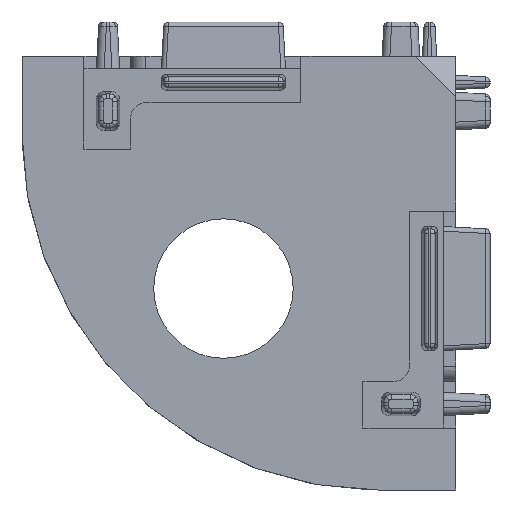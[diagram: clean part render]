
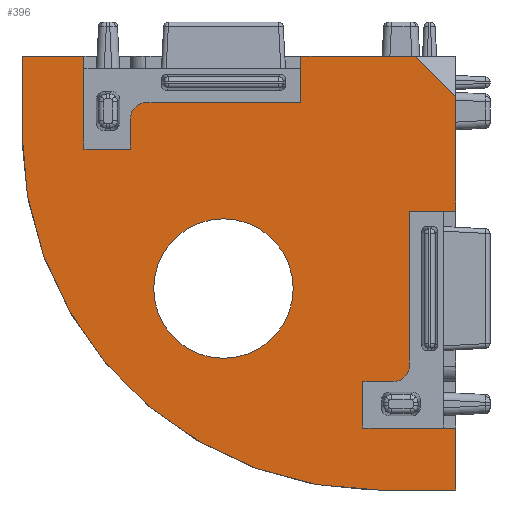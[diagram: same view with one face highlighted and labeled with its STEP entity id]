
A CAD part, left-side view. The second image highlights one B-rep face of the part: STEP entity #396.
In plain terms, the highlighted planar face has unit normal (-1, 0, 0).
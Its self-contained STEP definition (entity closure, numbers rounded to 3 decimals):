
#396=ADVANCED_FACE('NONE',(#1057,#1058),#1059,.T.);
#1057=FACE_OUTER_BOUND('',#2407,.T.);
#1058=FACE_BOUND('',#2408,.T.);
#1059=PLANE('',#2409);
#2407=EDGE_LOOP('',(#3967,#3968,#3969,#3970,#3971,#3972,#3973,#3974,#3975,#3976,#3977,#3978,#3979,#3980,#3981,#3982,#3983,#3984,#3985,#3986));
#2408=EDGE_LOOP('',(#3987,#3988));
#2409=AXIS2_PLACEMENT_3D('',#3989,#3990,#3991);
#3967=ORIENTED_EDGE('',*,*,#6419,.F.);
#3968=ORIENTED_EDGE('',*,*,#6420,.F.);
#3969=ORIENTED_EDGE('',*,*,#6421,.F.);
#3970=ORIENTED_EDGE('',*,*,#6422,.F.);
#3971=ORIENTED_EDGE('',*,*,#6423,.F.);
#3972=ORIENTED_EDGE('',*,*,#6424,.T.);
#3973=ORIENTED_EDGE('',*,*,#6425,.T.);
#3974=ORIENTED_EDGE('',*,*,#6426,.T.);
#3975=ORIENTED_EDGE('',*,*,#6427,.F.);
#3976=ORIENTED_EDGE('',*,*,#6428,.F.);
#3977=ORIENTED_EDGE('',*,*,#6429,.F.);
#3978=ORIENTED_EDGE('',*,*,#6430,.F.);
#3979=ORIENTED_EDGE('',*,*,#6431,.F.);
#3980=ORIENTED_EDGE('',*,*,#6432,.F.);
#3981=ORIENTED_EDGE('',*,*,#6433,.T.);
#3982=ORIENTED_EDGE('',*,*,#6434,.F.);
#3983=ORIENTED_EDGE('',*,*,#6435,.F.);
#3984=ORIENTED_EDGE('',*,*,#6436,.T.);
#3985=ORIENTED_EDGE('',*,*,#6437,.T.);
#3986=ORIENTED_EDGE('',*,*,#6438,.T.);
#3987=ORIENTED_EDGE('',*,*,#6439,.F.);
#3988=ORIENTED_EDGE('',*,*,#6265,.F.);
#3989=CARTESIAN_POINT('',(0.0,0.0,-5.0));
#3990=DIRECTION('',(-1.0,0.0,0.0));
#3991=DIRECTION('',(0.0,0.0,1.0));
#6265=EDGE_CURVE('NONE',#7398,#7400,#7401,.T.);
#6419=EDGE_CURVE('NONE',#7694,#7695,#7696,.T.);
#6420=EDGE_CURVE('NONE',#7697,#7694,#7698,.T.);
#6421=EDGE_CURVE('NONE',#7699,#7697,#7700,.T.);
#6422=EDGE_CURVE('NONE',#7701,#7699,#7702,.T.);
#6423=EDGE_CURVE('NONE',#7703,#7701,#7704,.T.);
#6424=EDGE_CURVE('NONE',#7703,#7705,#7706,.T.);
#6425=EDGE_CURVE('NONE',#7705,#7707,#7708,.T.);
#6426=EDGE_CURVE('NONE',#7707,#7709,#7710,.T.);
#6427=EDGE_CURVE('NONE',#7711,#7709,#7712,.T.);
#6428=EDGE_CURVE('NONE',#7713,#7711,#7714,.T.);
#6429=EDGE_CURVE('NONE',#7715,#7713,#7716,.T.);
#6430=EDGE_CURVE('NONE',#7717,#7715,#7718,.T.);
#6431=EDGE_CURVE('NONE',#7719,#7717,#7720,.T.);
#6432=EDGE_CURVE('NONE',#7721,#7719,#7722,.T.);
#6433=EDGE_CURVE('NONE',#7721,#7723,#7724,.T.);
#6434=EDGE_CURVE('NONE',#7725,#7723,#7726,.T.);
#6435=EDGE_CURVE('NONE',#7727,#7725,#7728,.T.);
#6436=EDGE_CURVE('NONE',#7727,#7729,#7730,.T.);
#6437=EDGE_CURVE('NONE',#7729,#7731,#7732,.T.);
#6438=EDGE_CURVE('NONE',#7731,#7695,#7733,.T.);
#6439=EDGE_CURVE('NONE',#7400,#7398,#7734,.T.);
#7398=VERTEX_POINT('NONE',#9352);
#7400=VERTEX_POINT('NONE',#9355);
#7401=CIRCLE('',#9356,4.5);
#7694=VERTEX_POINT('NONE',#10221);
#7695=VERTEX_POINT('NONE',#10222);
#7696=LINE('',#10223,#10224);
#7697=VERTEX_POINT('NONE',#10225);
#7698=LINE('',#10226,#10227);
#7699=VERTEX_POINT('NONE',#10228);
#7700=LINE('',#10229,#10230);
#7701=VERTEX_POINT('NONE',#10231);
#7702=CIRCLE('',#10232,1.0);
#7703=VERTEX_POINT('NONE',#10233);
#7704=LINE('',#10234,#10235);
#7705=VERTEX_POINT('NONE',#10236);
#7706=LINE('',#10237,#10238);
#7707=VERTEX_POINT('NONE',#10239);
#7708=LINE('',#10240,#10241);
#7709=VERTEX_POINT('NONE',#10242);
#7710=LINE('',#10243,#10244);
#7711=VERTEX_POINT('NONE',#10245);
#7712=LINE('',#10246,#10247);
#7713=VERTEX_POINT('NONE',#10248);
#7714=LINE('',#10249,#10250);
#7715=VERTEX_POINT('NONE',#10251);
#7716=LINE('',#10252,#10253);
#7717=VERTEX_POINT('NONE',#10254);
#7718=CIRCLE('',#10255,1.0);
#7719=VERTEX_POINT('NONE',#10256);
#7720=LINE('',#10257,#10258);
#7721=VERTEX_POINT('NONE',#10259);
#7722=LINE('',#10260,#10261);
#7723=VERTEX_POINT('NONE',#10262);
#7724=LINE('',#10263,#10264);
#7725=VERTEX_POINT('NONE',#10265);
#7726=LINE('',#10266,#10267);
#7727=VERTEX_POINT('NONE',#10268);
#7728=LINE('',#10269,#10270);
#7729=VERTEX_POINT('NONE',#10271);
#7730=CIRCLE('',#10272,23.0);
#7731=VERTEX_POINT('NONE',#10273);
#7732=LINE('',#10274,#10275);
#7733=LINE('',#10276,#10277);
#7734=CIRCLE('',#10278,4.5);
#9352=CARTESIAN_POINT('',(0.0,15.0,-19.5));
#9355=CARTESIAN_POINT('',(0.0,15.0,-10.5));
#9356=AXIS2_PLACEMENT_3D('',#12152,#12153,#12154);
#10221=CARTESIAN_POINT('',(0.0,6.0,-24.0));
#10222=CARTESIAN_POINT('',(0.0,0.0,-24.0));
#10223=CARTESIAN_POINT('',(0.,0.8,-24.0));
#10224=VECTOR('',#12265,1000.0);
#10225=CARTESIAN_POINT('',(0.0,6.0,-21.0));
#10226=CARTESIAN_POINT('',(0.0,6.0,-21.0));
#10227=VECTOR('',#12266,1000.0);
#10228=CARTESIAN_POINT('',(0.0,4.0,-21.0));
#10229=CARTESIAN_POINT('',(0.0,4.0,-21.0));
#10230=VECTOR('',#12267,1000.0);
#10231=CARTESIAN_POINT('',(0.0,3.0,-20.0));
#10232=AXIS2_PLACEMENT_3D('',#12268,#12269,#12270);
#10233=CARTESIAN_POINT('',(0.0,3.0,-10.0));
#10234=CARTESIAN_POINT('',(0.0,3.0,-10.0));
#10235=VECTOR('',#12271,1000.0);
#10236=CARTESIAN_POINT('',(0.,0.0,-10.0));
#10237=CARTESIAN_POINT('',(0.,0.8,-10.0));
#10238=VECTOR('',#12272,1000.0);
#10239=CARTESIAN_POINT('',(0.0,0.0,-2.598));
#10240=CARTESIAN_POINT('',(0.0,0.0,-5.0));
#10241=VECTOR('',#12273,1000.0);
#10242=CARTESIAN_POINT('',(0.0,2.598,0.0));
#10243=CARTESIAN_POINT('',(0.0,-1.201,-3.799));
#10244=VECTOR('',#12274,1000.0);
#10245=CARTESIAN_POINT('',(0.0,10.0,0.0));
#10246=CARTESIAN_POINT('',(0.0,0.0,0.0));
#10247=VECTOR('',#12275,1000.0);
#10248=CARTESIAN_POINT('',(0.0,10.0,-3.0));
#10249=CARTESIAN_POINT('',(0.0,10.0,-0.8));
#10250=VECTOR('',#12276,1000.0);
#10251=CARTESIAN_POINT('',(0.0,20.0,-3.0));
#10252=CARTESIAN_POINT('',(0.0,10.0,-3.0));
#10253=VECTOR('',#12277,1000.0);
#10254=CARTESIAN_POINT('',(0.0,21.0,-4.));
#10255=AXIS2_PLACEMENT_3D('',#12278,#12279,#12280);
#10256=CARTESIAN_POINT('',(0.0,21.0,-6.0));
#10257=CARTESIAN_POINT('',(0.0,21.0,-4.));
#10258=VECTOR('',#12281,1000.0);
#10259=CARTESIAN_POINT('',(0.0,24.0,-6.0));
#10260=CARTESIAN_POINT('',(0.0,21.0,-6.0));
#10261=VECTOR('',#12282,1000.0);
#10262=CARTESIAN_POINT('',(0.0,24.0,0.0));
#10263=CARTESIAN_POINT('',(0.0,24.0,-0.8));
#10264=VECTOR('',#12283,1000.0);
#10265=CARTESIAN_POINT('',(0.0,28.0,0.0));
#10266=CARTESIAN_POINT('',(0.0,0.0,0.0));
#10267=VECTOR('',#12284,1000.0);
#10268=CARTESIAN_POINT('',(0.0,28.0,-5.0));
#10269=CARTESIAN_POINT('',(0.0,28.0,-5.0));
#10270=VECTOR('',#12285,1000.0);
#10271=CARTESIAN_POINT('',(0.0,5.0,-28.0));
#10272=AXIS2_PLACEMENT_3D('',#12286,#12287,#12288);
#10273=CARTESIAN_POINT('',(0.0,0.,-28.0));
#10274=CARTESIAN_POINT('',(0.0,0.,-28.0));
#10275=VECTOR('',#12289,1000.0);
#10276=CARTESIAN_POINT('',(0.0,0.0,-5.0));
#10277=VECTOR('',#12290,1000.0);
#10278=AXIS2_PLACEMENT_3D('',#12291,#12292,#12293);
#12152=CARTESIAN_POINT('',(0.0,15.0,-15.0));
#12153=DIRECTION('',(-1.0,0.0,0.0));
#12154=DIRECTION('',(0.0,0.0,1.0));
#12265=DIRECTION('',(-0.0,-1.0,-0.0));
#12266=DIRECTION('',(0.0,0.0,-1.0));
#12267=DIRECTION('',(0.0,1.0,0.0));
#12268=CARTESIAN_POINT('',(0.0,4.0,-20.0));
#12269=DIRECTION('',(1.0,0.0,0.0));
#12270=DIRECTION('',(0.0,0.0,-1.0));
#12271=DIRECTION('',(0.0,0.,-1.0));
#12272=DIRECTION('',(-0.0,-1.0,-0.0));
#12273=DIRECTION('',(0.0,0.0,1.0));
#12274=DIRECTION('',(0.0,0.707,0.707));
#12275=DIRECTION('',(-0.0,-1.0,-0.0));
#12276=DIRECTION('',(-0.0,-0.0,1.0));
#12277=DIRECTION('',(-0.0,-1.0,-0.0));
#12278=CARTESIAN_POINT('',(0.0,20.0,-4.0));
#12279=DIRECTION('',(1.0,0.0,-0.0));
#12280=DIRECTION('',(0.0,0.0,1.0));
#12281=DIRECTION('',(-0.0,-0.0,1.0));
#12282=DIRECTION('',(-0.0,-1.0,-0.0));
#12283=DIRECTION('',(-0.0,-0.0,1.0));
#12284=DIRECTION('',(-0.0,-1.0,-0.0));
#12285=DIRECTION('',(0.0,0.0,1.0));
#12286=CARTESIAN_POINT('',(0.0,5.0,-5.0));
#12287=DIRECTION('',(-1.0,0.0,0.0));
#12288=DIRECTION('',(0.0,0.0,1.0));
#12289=DIRECTION('',(-0.0,-1.0,-0.0));
#12290=DIRECTION('',(0.0,0.0,1.0));
#12291=CARTESIAN_POINT('',(0.0,15.0,-15.0));
#12292=DIRECTION('',(-1.0,0.0,0.0));
#12293=DIRECTION('',(0.0,0.0,1.0));
